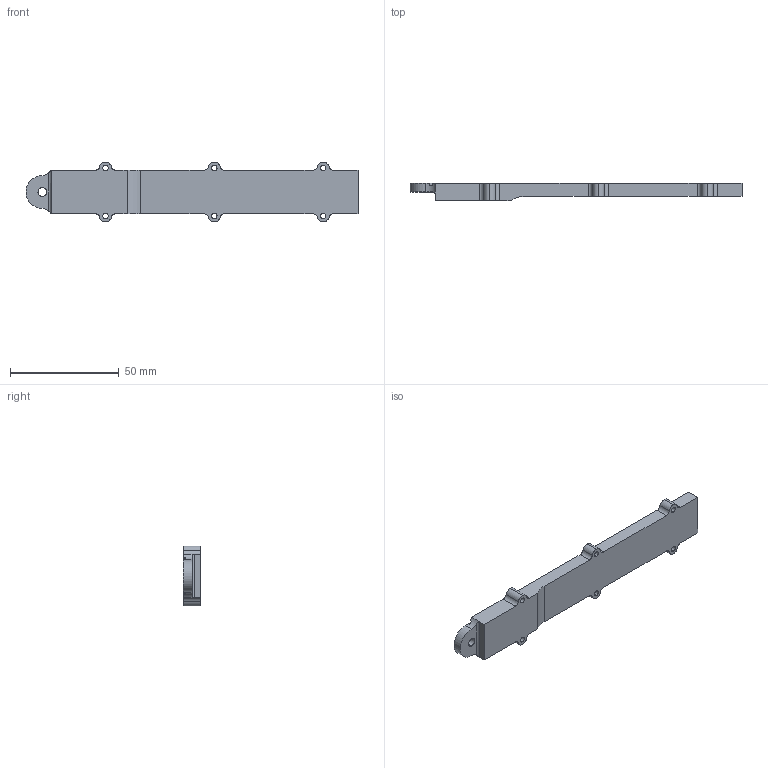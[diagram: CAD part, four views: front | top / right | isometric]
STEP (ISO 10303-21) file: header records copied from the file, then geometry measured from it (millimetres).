
FILE_DESCRIPTION (( 'STEP AP203' ), '1' );
FILE_NAME ('Part11.STEP', '2025-03-31T19:36:00', ( '' ), ( '' ), 'SwSTEP 2.0', 'SolidWorks 2022', '' );
FILE_SCHEMA (( 'CONFIG_CONTROL_DESIGN' ));
Length unit declared in the file: millimetre
Products named in the file (1): Part11
Bounding box: 152.5 x 8 x 27.5 mm (x, y, z)
Volume: 11051.6 mm3; surface area: 10016.2 mm2
Topology: 1 solids, 1 shells, 86 faces, 246 edges, 162 vertices
Faces by surface type: cylinder 43, plane 43
Entity records: 2955 total; most frequent: CARTESIAN_POINT 517, DIRECTION 508, ORIENTED_EDGE 492, EDGE_CURVE 246, AXIS2_PLACEMENT_3D 177, VERTEX_POINT 162, LINE 154, VECTOR 154
